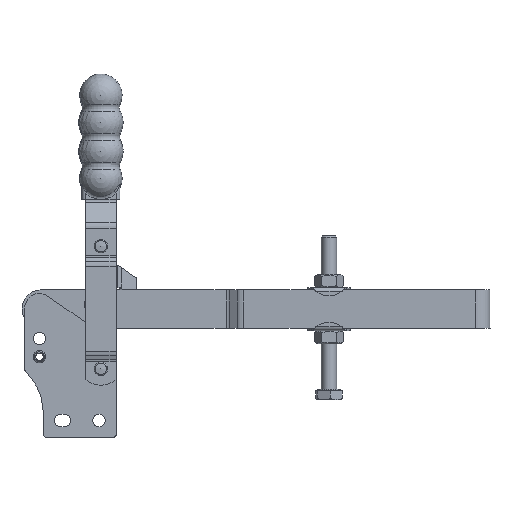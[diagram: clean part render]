
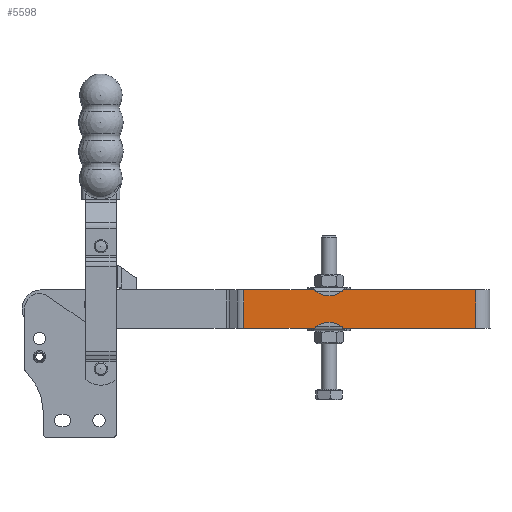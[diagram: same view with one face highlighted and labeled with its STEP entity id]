
A CAD part, top view. The second image highlights one B-rep face of the part: STEP entity #5598.
In plain terms, the highlighted planar face has unit normal (0, 0, 1).
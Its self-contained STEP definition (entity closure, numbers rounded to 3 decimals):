
#606=FACE_OUTER_BOUND('',#993,.T.);
#993=EDGE_LOOP('',(#4651,#4652,#4653,#4654));
#1411=LINE('',#10685,#1820);
#1447=LINE('',#10793,#1856);
#1457=LINE('',#10822,#1866);
#1458=LINE('',#10824,#1867);
#1820=VECTOR('',#7182,20.);
#1856=VECTOR('',#7286,120.601);
#1866=VECTOR('',#7320,20.);
#1867=VECTOR('',#7323,120.601);
#2638=VERTEX_POINT('',#10682);
#2639=VERTEX_POINT('',#10684);
#2677=VERTEX_POINT('',#10792);
#2684=VERTEX_POINT('',#10820);
#3309=EDGE_CURVE('',#2639,#2638,#1411,.T.);
#3362=EDGE_CURVE('',#2639,#2677,#1447,.T.);
#3378=EDGE_CURVE('',#2684,#2677,#1457,.T.);
#3379=EDGE_CURVE('',#2638,#2684,#1458,.T.);
#4651=ORIENTED_EDGE('',*,*,#3309,.T.);
#4652=ORIENTED_EDGE('',*,*,#3379,.T.);
#4653=ORIENTED_EDGE('',*,*,#3378,.T.);
#4654=ORIENTED_EDGE('',*,*,#3362,.F.);
#5340=PLANE('',#6101);
#5598=ADVANCED_FACE('',(#606),#5340,.T.);
#6101=AXIS2_PLACEMENT_3D('',#10825,#7324,#7325);
#7182=DIRECTION('',(0.,1.,0.));
#7286=DIRECTION('',(-1.,0.,0.));
#7320=DIRECTION('',(0.,-1.,0.));
#7323=DIRECTION('',(-1.,0.,0.));
#7324=DIRECTION('center_axis',(0.,0.,
1.));
#7325=DIRECTION('ref_axis',(1.,0.,0.));
#10682=CARTESIAN_POINT('',(208.615,65.896,10.5));
#10684=CARTESIAN_POINT('',(208.616,45.896,10.5));
#10685=CARTESIAN_POINT('',(208.615,50.896,10.5));
#10792=CARTESIAN_POINT('',(88.014,45.891,10.5));
#10793=CARTESIAN_POINT('',(-18.466,45.886,10.5));
#10820=CARTESIAN_POINT('',(88.013,65.891,10.5));
#10822=CARTESIAN_POINT('',(88.014,60.891,10.5));
#10824=CARTESIAN_POINT('',(217.757,65.896,10.5));
#10825=CARTESIAN_POINT('Origin',(165.675,55.894,10.5));
